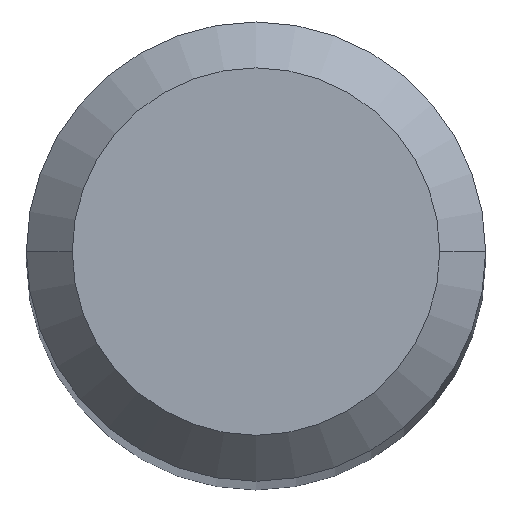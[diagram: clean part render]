
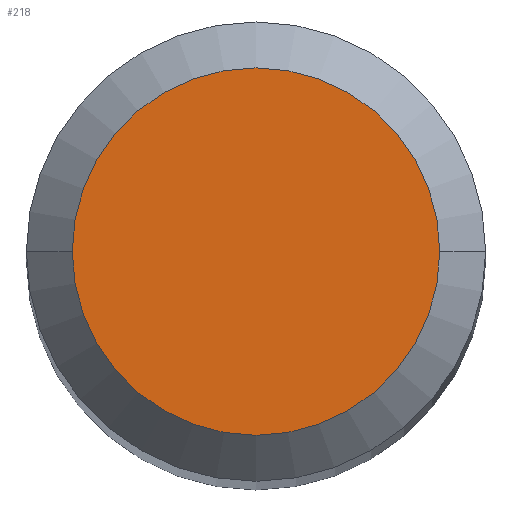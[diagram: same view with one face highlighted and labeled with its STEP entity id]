
A CAD part, top view. The second image highlights one B-rep face of the part: STEP entity #218.
In plain terms, the highlighted planar face has unit normal (0, 0, 1).
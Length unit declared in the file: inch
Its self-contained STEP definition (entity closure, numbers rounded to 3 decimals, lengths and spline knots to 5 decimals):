
#8 = DIRECTION ( 'NONE',  ( 1., 0., 0. ) ) ;
#27 = CARTESIAN_POINT ( 'NONE',  ( 0.04724, 0., 0. ) ) ;
#32 = CIRCLE ( 'NONE', #189, 0.04724 ) ;
#89 = EDGE_LOOP ( 'NONE', ( #412, #460 ) ) ;
#104 = AXIS2_PLACEMENT_3D ( 'NONE', #215, #461, #386 ) ;
#112 = AXIS2_PLACEMENT_3D ( 'NONE', #216, #477, #205 ) ;
#188 = CIRCLE ( 'NONE', #104, 0.04724 ) ;
#189 = AXIS2_PLACEMENT_3D ( 'NONE', #276, #424, #8 ) ;
#205 = DIRECTION ( 'NONE',  ( -1., 0., 0. ) ) ;
#215 = CARTESIAN_POINT ( 'NONE',  ( 0., 0., 0. ) ) ;
#216 = CARTESIAN_POINT ( 'NONE',  ( 0., 0., 0. ) ) ;
#218 = ADVANCED_FACE ( 'NONE', ( #240 ), #324, .F. ) ;
#238 = CARTESIAN_POINT ( 'NONE',  ( -0.04724, 0., 0. ) ) ;
#240 = FACE_OUTER_BOUND ( 'NONE', #89, .T. ) ;
#275 = EDGE_CURVE ( 'NONE', #466, #347, #32, .T. ) ;
#276 = CARTESIAN_POINT ( 'NONE',  ( 0., 0., 0. ) ) ;
#324 = PLANE ( 'NONE',  #112 ) ;
#347 = VERTEX_POINT ( 'NONE', #238 ) ;
#386 = DIRECTION ( 'NONE',  ( 1., 0., 0. ) ) ;
#390 = EDGE_CURVE ( 'NONE', #347, #466, #188, .T. ) ;
#412 = ORIENTED_EDGE ( 'NONE', *, *, #390, .T. ) ;
#424 = DIRECTION ( 'NONE',  ( 0., 0., 1. ) ) ;
#460 = ORIENTED_EDGE ( 'NONE', *, *, #275, .T. ) ;
#461 = DIRECTION ( 'NONE',  ( 0., 0., 1. ) ) ;
#466 = VERTEX_POINT ( 'NONE', #27 ) ;
#477 = DIRECTION ( 'NONE',  ( 0., 0., -1. ) ) ;
